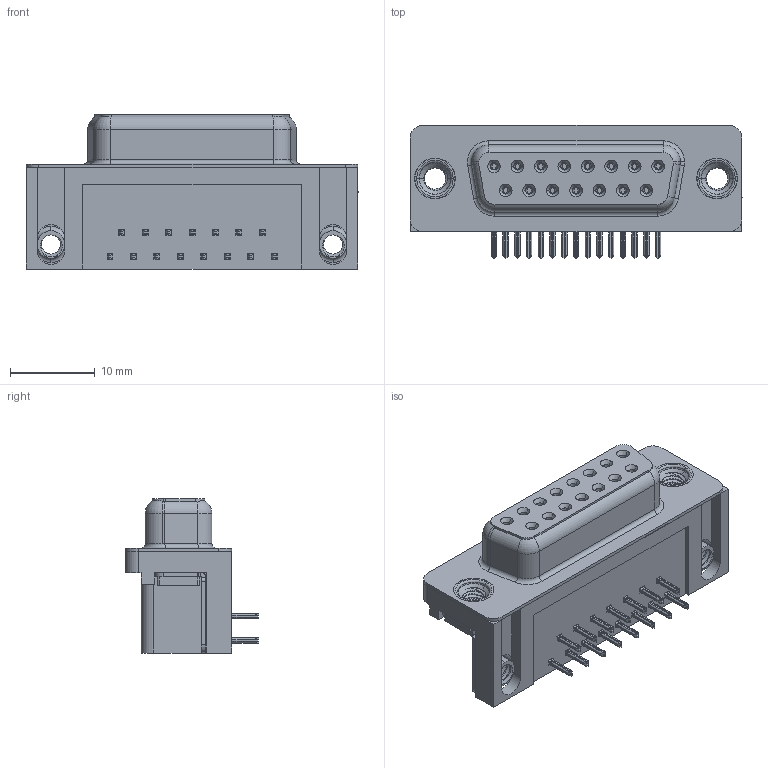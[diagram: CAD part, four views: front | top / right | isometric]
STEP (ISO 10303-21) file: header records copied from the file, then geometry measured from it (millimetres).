
FILE_DESCRIPTION (( 'STEP AP203' ), '1' );
FILE_NAME ('622-015-268-556.STEP', '2019-11-19T23:18:38', ( '' ), ( '' ), 'SwSTEP 2.0', 'SolidWorks 2016', '' );
FILE_SCHEMA (( 'CONFIG_CONTROL_DESIGN' ));
Length unit declared in the file: millimetre
Products named in the file (7): 622 Housing_15 Socket; 622 Contact Top; 622 4-40 Threaded Board Mount; 622 M3 Threaded Rivet; 622 Shell_15 Socket; 622-015-268-556; 622 Socket Bottom
Assembly tree (21 placements, depth 2):
  622-015-268-556
    622 Housing_15 Socket
    622 Shell_15 Socket
    622 Socket Bottom  x7
    622 Contact Top  x8
    622 4-40 Threaded Board Mount  x2
    622 M3 Threaded Rivet  x2
Bounding box: 39.22 x 15.73 x 18.2 mm (x, y, z)
Volume: 5194 mm3; surface area: 6798.2 mm2
Topology: 21 solids, 21 shells, 2457 faces, 6452 edges, 4054 vertices
Faces by surface type: plane 1074, cylinder 621, bspline 524, cone 188, torus 50
Entity records: 28011 total; most frequent: CARTESIAN_POINT 10203, ORIENTED_EDGE 3620, DIRECTION 3207, EDGE_CURVE 1810, VERTEX_POINT 1153, VECTOR 1091, LINE 1091, AXIS2_PLACEMENT_3D 1058
